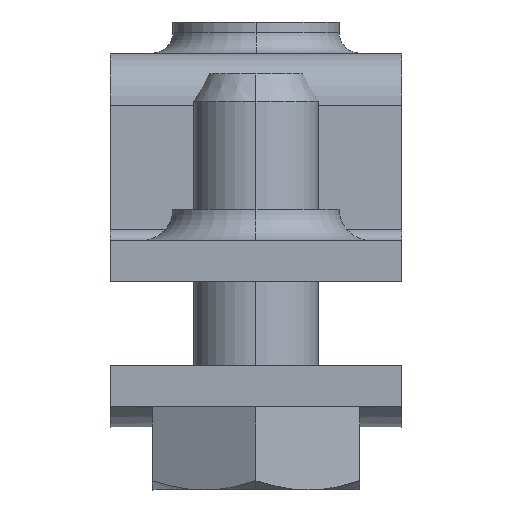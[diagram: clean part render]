
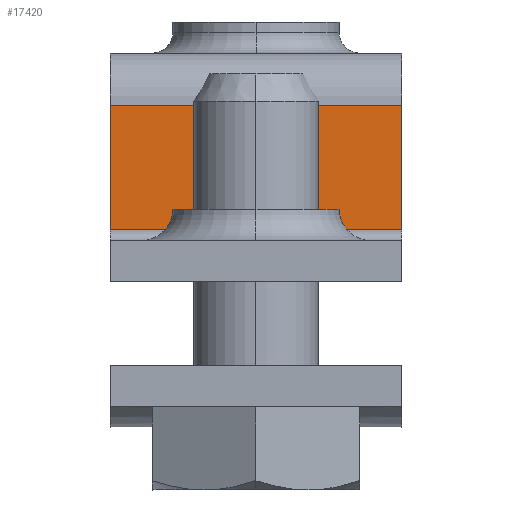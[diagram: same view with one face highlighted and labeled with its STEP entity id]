
A CAD part, left-side view. The second image highlights one B-rep face of the part: STEP entity #17420.
In plain terms, the highlighted planar face has unit normal (-1, 0, 0).
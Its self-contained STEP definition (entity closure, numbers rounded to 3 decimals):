
#15660=CARTESIAN_POINT('',(34.628,0.,0.99));
#15670=VERTEX_POINT('',#15660);
#15700=CARTESIAN_POINT('',(34.628,0.,0.));
#15710=DIRECTION('',(0.,0.,-1.));
#15720=VECTOR('',#15710,1.);
#15730=LINE('',#15700,#15720);
#15740=CARTESIAN_POINT('',(34.628,0.,6.99));
#15750=VERTEX_POINT('',#15740);
#15760=EDGE_CURVE('',#15750,#15670,#15730,.T.);
#16970=CARTESIAN_POINT('',(34.628,14.,6.99));
#16980=VERTEX_POINT('',#16970);
#17100=CARTESIAN_POINT('',(34.628,14.,6.99));
#17110=DIRECTION('',(0.,1.,0.));
#17120=VECTOR('',#17110,1.);
#17130=LINE('',#17100,#17120);
#17140=EDGE_CURVE('',#15750,#16980,#17130,.T.);
#17190=CARTESIAN_POINT('',(34.628,14.,-47.498));
#17200=DIRECTION('',(1.,0.,-0.));
#17210=DIRECTION('',(0.,0.,1.));
#17220=AXIS2_PLACEMENT_3D('',#17190,#17200,#17210);
#17230=PLANE('',#17220);
#17240=CARTESIAN_POINT('',(34.628,0.,0.99));
#17250=DIRECTION('',(0.,1.,0.));
#17260=VECTOR('',#17250,1.);
#17270=LINE('',#17240,#17260);
#17280=CARTESIAN_POINT('',(34.628,14.,0.99));
#17290=VERTEX_POINT('',#17280);
#17300=EDGE_CURVE('',#15670,#17290,#17270,.T.);
#17310=ORIENTED_EDGE('',*,*,#17300,.F.);
#17320=CARTESIAN_POINT('',(34.628,14.,0.));
#17330=DIRECTION('',(0.,0.,1.));
#17340=VECTOR('',#17330,1.);
#17350=LINE('',#17320,#17340);
#17360=EDGE_CURVE('',#17290,#16980,#17350,.T.);
#17370=ORIENTED_EDGE('',*,*,#17360,.F.);
#17380=ORIENTED_EDGE('',*,*,#17140,.T.);
#17390=ORIENTED_EDGE('',*,*,#15760,.F.);
#17400=EDGE_LOOP('',(#17390,#17380,#17370,#17310));
#17410=FACE_OUTER_BOUND('',#17400,.T.);
#17420=ADVANCED_FACE('',(#17410),#17230,.F.);
